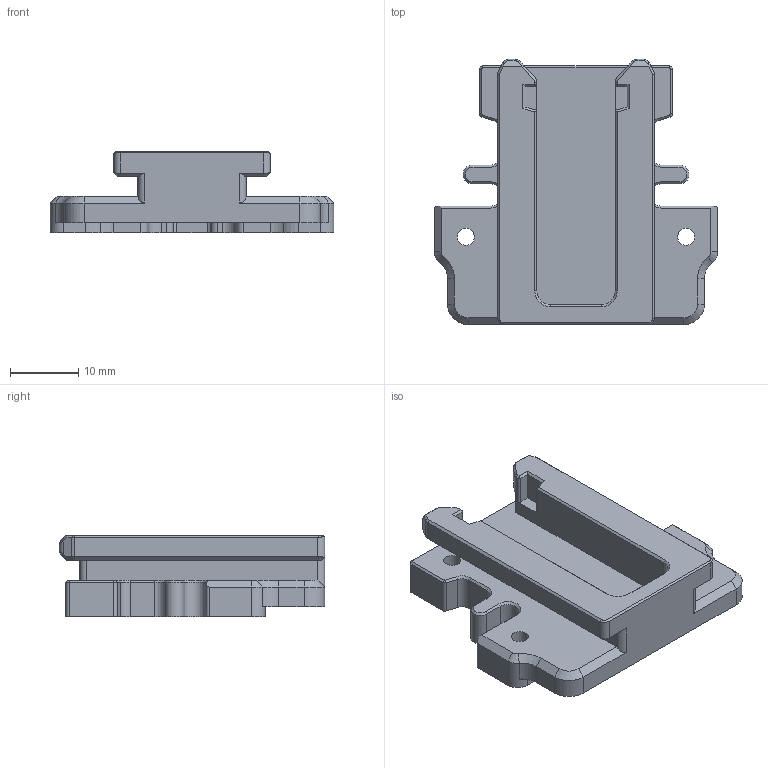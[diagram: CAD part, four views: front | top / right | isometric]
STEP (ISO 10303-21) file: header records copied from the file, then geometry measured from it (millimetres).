
FILE_DESCRIPTION(/* description */ (''),/* implementation_level */ '2;1');
FILE_NAME(/* name */ 'SdE plastique - v3 TC NVG (anodisation 0.07mm).step',/* time_stamp */ '2023-06-03T22:24:21+02:00',/* author */ (''),/* organization */ (''),/* preprocessor_version */ 'ST-DEVELOPER v19.2',/* originating_system */ 'Autodesk Translation Framework v12.6.0.85',/* authorisation */ '');
FILE_SCHEMA (('AUTOMOTIVE_DESIGN { 1 0 10303 214 3 1 1 }'));
Length unit declared in the file: millimetre
Products named in the file (2): QD Plate home made; Sd'E plastique  TC NVG
Bounding box: 41.61 x 38.93 x 11.96 mm (x, y, z)
Volume: 6942.5 mm3; surface area: 5681.2 mm2
Topology: 1 solids, 1 shells, 291 faces, 758 edges, 470 vertices
Faces by surface type: plane 143, cylinder 87, cone 39, bspline 22
Full cylindrical faces by diameter (mm): 2.5 x4, 2.7 x2
Entity records: 9646 total; most frequent: CARTESIAN_POINT 2473, ORIENTED_EDGE 1508, DIRECTION 1439, EDGE_CURVE 754, LINE 485, VECTOR 485, AXIS2_PLACEMENT_3D 477, VERTEX_POINT 470
